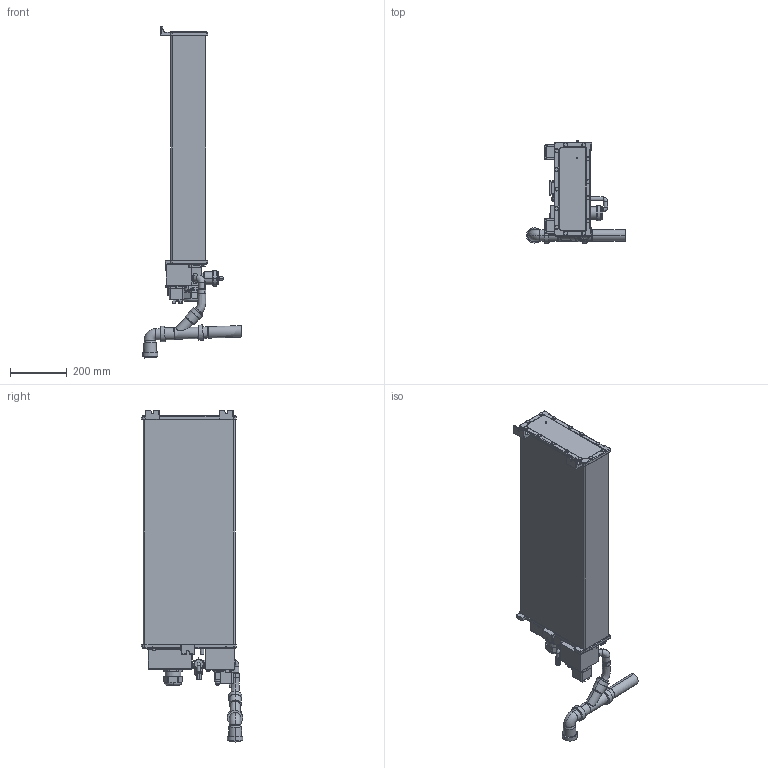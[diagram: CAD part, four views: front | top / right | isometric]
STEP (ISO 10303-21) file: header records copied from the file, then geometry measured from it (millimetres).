
FILE_DESCRIPTION((''),'2;1');
FILE_NAME('INGOMBRI_VEH_XS_NEW','2024-01-29T',('mcortina'),(''),'CREO PARAMETRIC BY PTC INC, 2016050','CREO PARAMETRIC BY PTC INC, 2016050','');
FILE_SCHEMA(('AUTOMOTIVE_DESIGN { 1 0 10303 214 1 1 1 1 }'));
Products named in the file (1): INGOMBRI_VEH_XS_NEW
Bounding box: 348.3 x 357.29 x 1167.43 mm (x, y, z)
Volume: 34788669.8 mm3; surface area: 1152648.1 mm2
Topology: 1 solids, 1 shells, 2419 faces, 6613 edges, 4238 vertices
Faces by surface type: plane 1033, cylinder 644, bspline 222, extrusion 196, torus 177, cone 91, sphere 56
Entity records: 107793 total; most frequent: CARTESIAN_POINT 33025, ORIENTED_EDGE 13104, DIRECTION 11343, EDGE_CURVE 6552, VERTEX_POINT 4238, AXIS2_PLACEMENT_3D 3985, VECTOR 3373, LINE 3177
